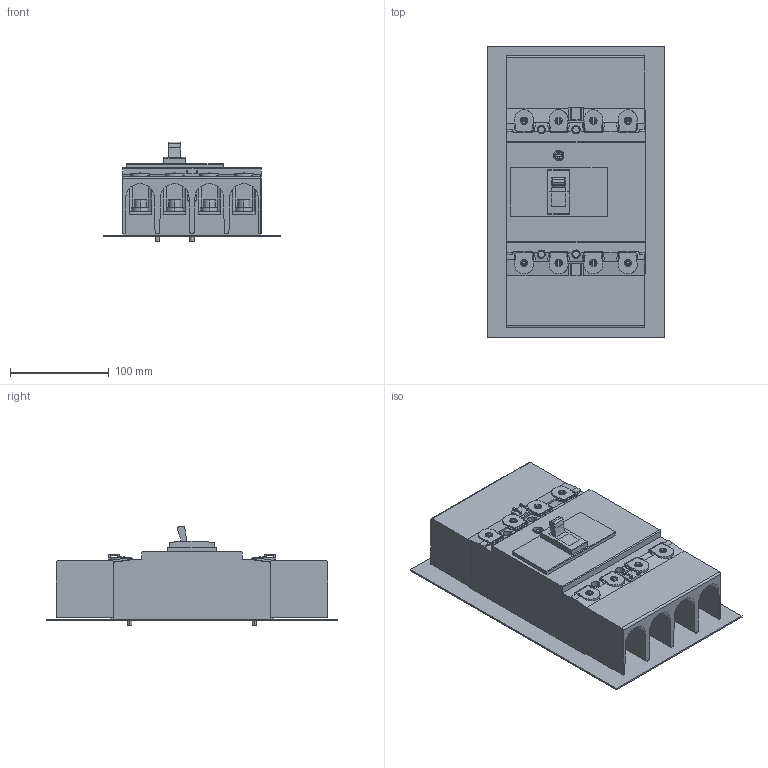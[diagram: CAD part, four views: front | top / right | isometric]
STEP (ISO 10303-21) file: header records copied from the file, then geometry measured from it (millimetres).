
FILE_DESCRIPTION(('CoCreate Modeling STEP Export'),'2;1');
FILE_NAME('ＰＶＳ２５０ＳＤＨ４Ｆ.stp','2016-03-30T 9:01:08',(''),(''),'CoCreate Modeling STEP processor for AP214 (Solid Model)','CoCreate Modeling 17.0 01-Apr-2010 (C) Parametric Technology GmbH','');
FILE_SCHEMA(('AUTOMOTIVE_DESIGN { 1 0 10303 214 1 1 1 1 }'));
Length unit declared in the file: millimetre
Products named in the file (9): P3.1; P6.1; P1; P4.7; P1.1; P2; P7.1; P7; ＰＶＳ２５０ＳＤＨ４Ｆ
Assembly tree (25 placements, depth 2):
  ＰＶＳ２５０ＳＤＨ４Ｆ
    P7
    P7.1
    P3.1  x8
    P4.7  x8
    P2
    P6.1  x4
    P1.1
    P1
Bounding box: 180 x 295 x 101.11 mm (x, y, z)
Volume: 1764842.2 mm3; surface area: 346803.9 mm2
Topology: 25 solids, 25 shells, 1199 faces, 3262 edges, 2156 vertices
Faces by surface type: plane 790, cylinder 373, bspline 16, torus 10, cone 10
Entity records: 39088 total; most frequent: CARTESIAN_POINT 12804, ORIENTED_EDGE 5840, DIRECTION 4915, EDGE_CURVE 2920, VECTOR 2079, LINE 2079, VERTEX_POINT 1930, AXIS2_PLACEMENT_3D 1418
